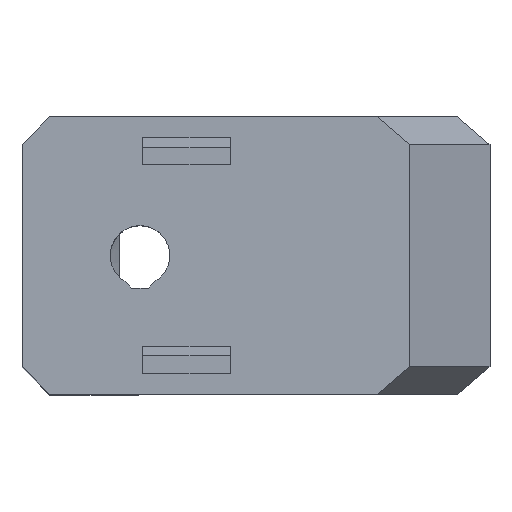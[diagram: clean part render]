
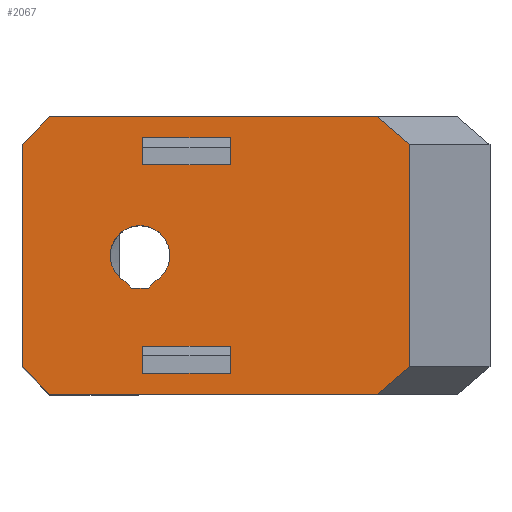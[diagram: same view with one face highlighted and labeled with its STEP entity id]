
A CAD part, top view. The second image highlights one B-rep face of the part: STEP entity #2067.
In plain terms, the highlighted planar face has unit normal (0, 0, 1).
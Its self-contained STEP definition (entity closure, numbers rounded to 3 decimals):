
#38=CIRCLE('',#2200,2.15);
#50=FACE_BOUND('',#185,.T.);
#51=FACE_BOUND('',#186,.T.);
#52=FACE_BOUND('',#187,.T.);
#71=FACE_OUTER_BOUND('',#184,.T.);
#184=EDGE_LOOP('',(#1400,#1401,#1402,#1403,#1404,#1405,#1406,#1407));
#185=EDGE_LOOP('',(#1408,#1409,#1410,#1411));
#186=EDGE_LOOP('',(#1412,#1413,#1414,#1415));
#187=EDGE_LOOP('',(#1416,#1417,#1418,#1419));
#293=LINE('',#2870,#571);
#297=LINE('',#2879,#575);
#302=LINE('',#2889,#580);
#306=LINE('',#2898,#584);
#309=LINE('',#2903,#587);
#310=LINE('',#2905,#588);
#312=LINE('',#2909,#590);
#313=LINE('',#2911,#591);
#319=LINE('',#2925,#597);
#324=LINE('',#2935,#602);
#326=LINE('',#2939,#604);
#327=LINE('',#2941,#605);
#328=LINE('',#2943,#606);
#329=LINE('',#2945,#607);
#330=LINE('',#2947,#608);
#331=LINE('',#2948,#609);
#332=LINE('',#2951,#610);
#333=LINE('',#2953,#611);
#334=LINE('',#2955,#612);
#571=VECTOR('',#2324,10.);
#575=VECTOR('',#2332,10.);
#580=VECTOR('',#2339,10.);
#584=VECTOR('',#2347,10.);
#587=VECTOR('',#2352,10.);
#588=VECTOR('',#2355,10.);
#590=VECTOR('',#2359,10.);
#591=VECTOR('',#2362,10.);
#597=VECTOR('',#2372,10.);
#602=VECTOR('',#2381,10.);
#604=VECTOR('',#2385,10.);
#605=VECTOR('',#2386,10.);
#606=VECTOR('',#2387,10.);
#607=VECTOR('',#2388,10.);
#608=VECTOR('',#2389,10.);
#609=VECTOR('',#2390,10.);
#610=VECTOR('',#2391,10.);
#611=VECTOR('',#2392,10.);
#612=VECTOR('',#2393,10.);
#846=VERTEX_POINT('',#2863);
#849=VERTEX_POINT('',#2868);
#852=VERTEX_POINT('',#2878);
#853=VERTEX_POINT('',#2882);
#856=VERTEX_POINT('',#2887);
#859=VERTEX_POINT('',#2897);
#860=VERTEX_POINT('',#2901);
#861=VERTEX_POINT('',#2907);
#866=VERTEX_POINT('',#2922);
#867=VERTEX_POINT('',#2924);
#870=VERTEX_POINT('',#2934);
#871=VERTEX_POINT('',#2938);
#872=VERTEX_POINT('',#2940);
#873=VERTEX_POINT('',#2942);
#874=VERTEX_POINT('',#2944);
#875=VERTEX_POINT('',#2946);
#876=VERTEX_POINT('',#2949);
#877=VERTEX_POINT('',#2950);
#878=VERTEX_POINT('',#2952);
#879=VERTEX_POINT('',#2954);
#1045=EDGE_CURVE('',#846,#849,#293,.T.);
#1049=EDGE_CURVE('',#852,#846,#297,.T.);
#1054=EDGE_CURVE('',#853,#856,#302,.T.);
#1058=EDGE_CURVE('',#859,#853,#306,.T.);
#1061=EDGE_CURVE('',#849,#860,#309,.T.);
#1062=EDGE_CURVE('',#860,#852,#310,.T.);
#1064=EDGE_CURVE('',#856,#861,#312,.T.);
#1065=EDGE_CURVE('',#861,#859,#313,.T.);
#1071=EDGE_CURVE('',#866,#867,#319,.T.);
#1076=EDGE_CURVE('',#870,#867,#324,.T.);
#1078=EDGE_CURVE('',#866,#871,#326,.T.);
#1079=EDGE_CURVE('',#872,#871,#327,.T.);
#1080=EDGE_CURVE('',#872,#873,#328,.T.);
#1081=EDGE_CURVE('',#874,#873,#329,.T.);
#1082=EDGE_CURVE('',#874,#875,#330,.T.);
#1083=EDGE_CURVE('',#870,#875,#331,.T.);
#1084=EDGE_CURVE('',#876,#877,#332,.T.);
#1085=EDGE_CURVE('',#877,#878,#333,.T.);
#1086=EDGE_CURVE('',#878,#879,#334,.T.);
#1087=EDGE_CURVE('',#879,#876,#38,.T.);
#1400=ORIENTED_EDGE('',*,*,#1071,.F.);
#1401=ORIENTED_EDGE('',*,*,#1078,.T.);
#1402=ORIENTED_EDGE('',*,*,#1079,.F.);
#1403=ORIENTED_EDGE('',*,*,#1080,.T.);
#1404=ORIENTED_EDGE('',*,*,#1081,.F.);
#1405=ORIENTED_EDGE('',*,*,#1082,.T.);
#1406=ORIENTED_EDGE('',*,*,#1083,.F.);
#1407=ORIENTED_EDGE('',*,*,#1076,.T.);
#1408=ORIENTED_EDGE('',*,*,#1061,.T.);
#1409=ORIENTED_EDGE('',*,*,#1062,.T.);
#1410=ORIENTED_EDGE('',*,*,#1049,.T.);
#1411=ORIENTED_EDGE('',*,*,#1045,.T.);
#1412=ORIENTED_EDGE('',*,*,#1064,.T.);
#1413=ORIENTED_EDGE('',*,*,#1065,.T.);
#1414=ORIENTED_EDGE('',*,*,#1058,.T.);
#1415=ORIENTED_EDGE('',*,*,#1054,.T.);
#1416=ORIENTED_EDGE('',*,*,#1084,.T.);
#1417=ORIENTED_EDGE('',*,*,#1085,.T.);
#1418=ORIENTED_EDGE('',*,*,#1086,.T.);
#1419=ORIENTED_EDGE('',*,*,#1087,.T.);
#1962=PLANE('',#2199);
#2067=ADVANCED_FACE('',(#71,#50,#51,#52),#1962,.T.);
#2199=AXIS2_PLACEMENT_3D('',#2937,#2383,#2384);
#2200=AXIS2_PLACEMENT_3D('',#2956,#2394,#2395);
#2324=DIRECTION('',(1.,0.,0.));
#2332=DIRECTION('',(0.,1.,0.));
#2339=DIRECTION('',(1.,0.,0.));
#2347=DIRECTION('',(0.,1.,0.));
#2352=DIRECTION('',(0.,-1.,0.));
#2355=DIRECTION('',(-1.,0.,0.));
#2359=DIRECTION('',(0.,-1.,0.));
#2362=DIRECTION('',(-1.,0.,0.));
#2372=DIRECTION('',(0.756,-0.655,0.));
#2381=DIRECTION('',(0.,1.,0.));
#2383=DIRECTION('center_axis',(0.,0.,1.));
#2384=DIRECTION('ref_axis',(1.,0.,0.));
#2385=DIRECTION('',(-1.,0.,0.));
#2386=DIRECTION('',(0.707,0.707,0.));
#2387=DIRECTION('',(0.,-1.,0.));
#2388=DIRECTION('',(-0.707,0.707,0.));
#2389=DIRECTION('',(1.,0.,0.));
#2390=DIRECTION('',(-0.756,-0.655,0.));
#2391=DIRECTION('',(-0.707,-0.707,0.));
#2392=DIRECTION('',(-1.,0.,0.));
#2393=DIRECTION('',(-0.707,0.707,0.));
#2394=DIRECTION('center_axis',(0.,0.,-1.));
#2395=DIRECTION('ref_axis',(1.,0.,0.));
#2863=CARTESIAN_POINT('',(8.7,18.475,20.));
#2868=CARTESIAN_POINT('',(15.,18.475,20.));
#2870=CARTESIAN_POINT('',(15.5,18.475,20.));
#2878=CARTESIAN_POINT('',(8.7,16.525,20.));
#2879=CARTESIAN_POINT('',(8.7,14.237,20.));
#2882=CARTESIAN_POINT('',(8.7,3.475,20.));
#2887=CARTESIAN_POINT('',(15.,3.475,20.));
#2889=CARTESIAN_POINT('',(15.5,3.475,20.));
#2897=CARTESIAN_POINT('',(8.7,1.525,20.));
#2898=CARTESIAN_POINT('',(8.7,6.738,20.));
#2901=CARTESIAN_POINT('',(15.,16.525,20.));
#2903=CARTESIAN_POINT('',(15.,13.263,20.));
#2905=CARTESIAN_POINT('',(12.35,16.525,20.));
#2907=CARTESIAN_POINT('',(15.,1.525,20.));
#2909=CARTESIAN_POINT('',(15.,5.763,20.));
#2911=CARTESIAN_POINT('',(12.35,1.525,20.));
#2922=CARTESIAN_POINT('',(25.633,20.,20.));
#2924=CARTESIAN_POINT('',(27.942,18.,20.));
#2925=CARTESIAN_POINT('',(27.977,17.97,20.));
#2934=CARTESIAN_POINT('',(27.942,2.,20.));
#2935=CARTESIAN_POINT('',(27.942,5.,20.));
#2937=CARTESIAN_POINT('Origin',(16.,10.,20.));
#2938=CARTESIAN_POINT('',(2.,20.,20.));
#2939=CARTESIAN_POINT('',(0.,20.,20.));
#2940=CARTESIAN_POINT('',(0.,18.,20.));
#2941=CARTESIAN_POINT('',(2.5,20.5,20.));
#2942=CARTESIAN_POINT('',(0.,2.,20.));
#2943=CARTESIAN_POINT('',(0.,0.,20.));
#2944=CARTESIAN_POINT('',(2.,0.,20.));
#2945=CARTESIAN_POINT('',(2.5,-0.5,20.));
#2946=CARTESIAN_POINT('',(25.633,0.,20.));
#2947=CARTESIAN_POINT('',(32.,0.,20.));
#2948=CARTESIAN_POINT('',(26.834,1.04,20.));
#2949=CARTESIAN_POINT('',(9.575,8.138,20.));
#2950=CARTESIAN_POINT('',(9.086,7.649,20.));
#2951=CARTESIAN_POINT('',(9.086,7.649,20.));
#2952=CARTESIAN_POINT('',(7.914,7.649,20.));
#2953=CARTESIAN_POINT('',(7.914,7.649,20.));
#2954=CARTESIAN_POINT('',(7.425,8.138,20.));
#2955=CARTESIAN_POINT('',(7.425,8.138,20.));
#2956=CARTESIAN_POINT('Origin',(8.5,10.,20.));
